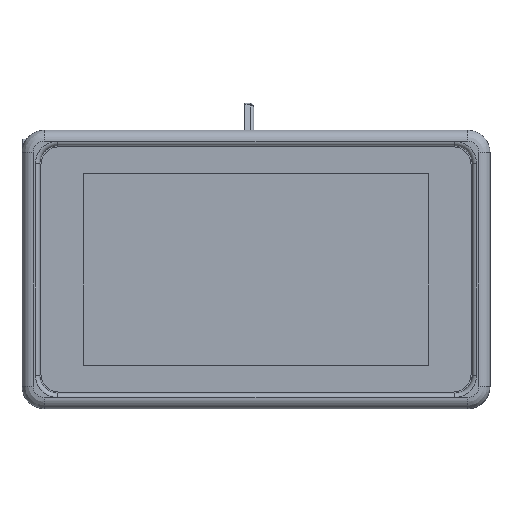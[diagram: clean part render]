
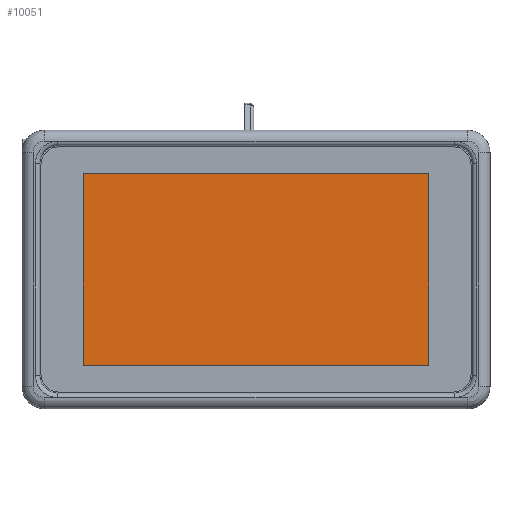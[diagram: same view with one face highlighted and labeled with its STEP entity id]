
A CAD part, top view. The second image highlights one B-rep face of the part: STEP entity #10051.
In plain terms, the highlighted planar face has unit normal (0, 0, 1).
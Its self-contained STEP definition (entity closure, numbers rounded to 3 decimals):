
#572=PLANE('',#10825);
#966=FACE_OUTER_BOUND('',#1589,.T.);
#1589=EDGE_LOOP('',(#7373,#7374,#7375,#7376));
#2314=LINE('',#14880,#3201);
#2318=LINE('',#14888,#3205);
#2321=LINE('',#14894,#3208);
#2324=LINE('',#14899,#3211);
#3201=VECTOR('',#12172,10.);
#3205=VECTOR('',#12178,10.);
#3208=VECTOR('',#12183,10.);
#3211=VECTOR('',#12188,10.);
#4433=VERTEX_POINT('',#14878);
#4434=VERTEX_POINT('',#14879);
#4437=VERTEX_POINT('',#14887);
#4439=VERTEX_POINT('',#14893);
#5533=EDGE_CURVE('',#4433,#4434,#2314,.T.);
#5537=EDGE_CURVE('',#4437,#4433,#2318,.T.);
#5540=EDGE_CURVE('',#4439,#4437,#2321,.T.);
#5543=EDGE_CURVE('',#4434,#4439,#2324,.T.);
#7373=ORIENTED_EDGE('',*,*,#5543,.F.);
#7374=ORIENTED_EDGE('',*,*,#5533,.F.);
#7375=ORIENTED_EDGE('',*,*,#5537,.F.);
#7376=ORIENTED_EDGE('',*,*,#5540,.F.);
#10051=ADVANCED_FACE('',(#966),#572,.T.);
#10825=AXIS2_PLACEMENT_3D('',#14901,#12190,#12191);
#12172=DIRECTION('',(0.,1.,0.));
#12178=DIRECTION('',(-1.,0.,0.));
#12183=DIRECTION('',(0.,-1.,0.));
#12188=DIRECTION('',(1.,0.,0.));
#12190=DIRECTION('center_axis',(0.,0.,1.));
#12191=DIRECTION('ref_axis',(1.,0.,0.));
#14878=CARTESIAN_POINT('',(-77.5,-43.,1.25));
#14879=CARTESIAN_POINT('',(-77.5,43.,1.25));
#14880=CARTESIAN_POINT('',(-77.5,-43.,1.25));
#14887=CARTESIAN_POINT('',(77.5,-43.,1.25));
#14888=CARTESIAN_POINT('',(77.5,-43.,1.25));
#14893=CARTESIAN_POINT('',(77.5,43.,1.25));
#14894=CARTESIAN_POINT('',(77.5,43.,1.25));
#14899=CARTESIAN_POINT('',(-77.5,43.,1.25));
#14901=CARTESIAN_POINT('Origin',(0.,0.,1.25));
